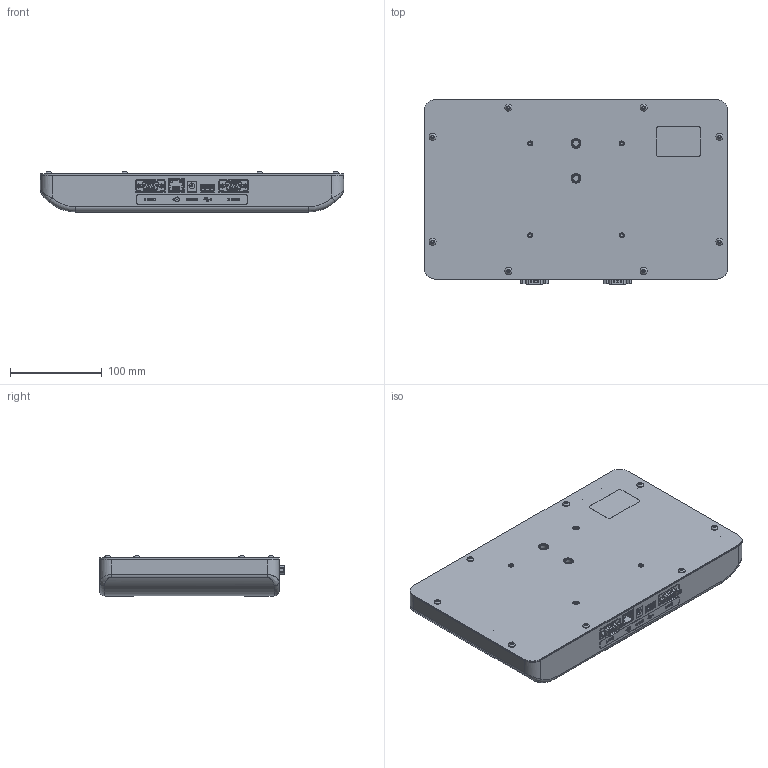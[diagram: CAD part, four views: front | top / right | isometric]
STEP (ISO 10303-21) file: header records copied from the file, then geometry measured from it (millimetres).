
FILE_DESCRIPTION(/* description */ (''),/* implementation_level */ '2;1');
FILE_NAME(/* name */ 'ATOUCH 2 v1.step',/* time_stamp */ '2022-09-22T08:55:16+02:00',/* author */ (''),/* organization */ (''),/* preprocessor_version */ 'ST-DEVELOPER v19',/* originating_system */ 'Autodesk Translation Framework v11.7.0.108',/* authorisation */ '');
FILE_SCHEMA (('AUTOMOTIVE_DESIGN { 1 0 10303 214 3 1 1 }'));
Products named in the file (1): ATOUCH 2
Bounding box: 330.71 x 201.83 x 43.67 mm (x, y, z)
Volume: 561478.6 mm3; surface area: 437201.5 mm2
Topology: 52 solids, 52 shells, 2441 faces, 6107 edges, 3912 vertices
Faces by surface type: plane 1467, cylinder 614, bspline 188, cone 84, torus 62, sphere 26
Full cylindrical faces by diameter (mm): 0.75 x44, 1 x36, 2.013 x4, 2.032 x1, 2.473 x2, 2.5 x4, 2.997 x8, 3.232 x4, 3.242 x4, 3.8 x8, 4 x8, 4.2 x4, 5.104 x4, 5.2 x4, 5.334 x8, 5.38 x4, 5.41 x4, 6.35 x1, 6.647 x2, 7.112 x8, 7.155 x4, 7.6 x8, 7.67 x8, 7.95 x12, 10.47 x2, 10.49 x2, 11.56 x2, 12.144 x2, 12.65 x4
Entity records: 84803 total; most frequent: CARTESIAN_POINT 23706, ORIENTED_EDGE 12146, DIRECTION 11642, EDGE_CURVE 6073, LINE 4320, VECTOR 4320, VERTEX_POINT 3912, AXIS2_PLACEMENT_3D 3661
